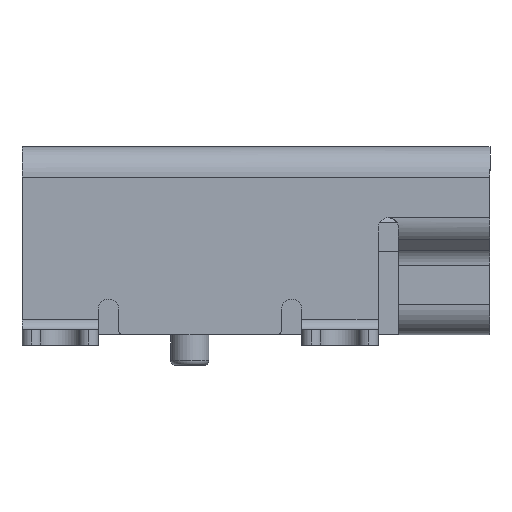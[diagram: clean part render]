
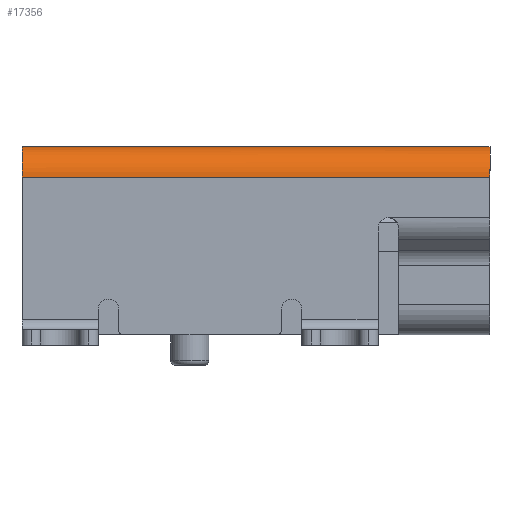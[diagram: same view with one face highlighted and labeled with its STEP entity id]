
A CAD part, left-side view. The second image highlights one B-rep face of the part: STEP entity #17356.
In plain terms, the highlighted cylindrical face has radius 0.6 mm (diameter 1.2 mm), a partial arc.
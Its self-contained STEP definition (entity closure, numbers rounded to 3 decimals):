
#371 = AXIS2_PLACEMENT_3D ( 'NONE', #20157, #19916, #14893 ) ;
#445 = DIRECTION ( 'NONE',  ( 0., -1., 0. ) ) ;
#643 = LINE ( 'NONE', #16971, #11646 ) ;
#877 = DIRECTION ( 'NONE',  ( 0., 1., 0. ) ) ;
#1871 = AXIS2_PLACEMENT_3D ( 'NONE', #7439, #20213, #16230 ) ;
#1899 = DIRECTION ( 'NONE',  ( 1., 0., 0. ) ) ;
#2279 = CYLINDRICAL_SURFACE ( 'NONE', #1871, 0.6 ) ;
#3032 = DIRECTION ( 'NONE',  ( 0., 1., 0. ) ) ;
#3041 = CARTESIAN_POINT ( 'NONE',  ( -3.15, 4.3, 1.85 ) ) ;
#3166 = CARTESIAN_POINT ( 'NONE',  ( -3.172, 4.578, 1.85 ) ) ;
#4209 = ORIENTED_EDGE ( 'NONE', *, *, #12234, .T. ) ;
#4259 = ORIENTED_EDGE ( 'NONE', *, *, #14536, .T. ) ;
#4505 = EDGE_CURVE ( 'NONE', #11598, #19192, #8427, .T. ) ;
#4541 = CARTESIAN_POINT ( 'NONE',  ( -3.192, 4.593, 1.849 ) ) ;
#4886 = CARTESIAN_POINT ( 'NONE',  ( -3.154, 4.55, 1.85 ) ) ;
#5676 = FACE_OUTER_BOUND ( 'NONE', #17863, .T. ) ;
#6240 = VERTEX_POINT ( 'NONE', #13025 ) ;
#6563 = CARTESIAN_POINT ( 'NONE',  ( -3.178, 4.584, 1.849 ) ) ;
#6677 = CARTESIAN_POINT ( 'NONE',  ( -3.214, 4.599, 1.847 ) ) ;
#6755 = EDGE_CURVE ( 'NONE', #10014, #20870, #19413, .T. ) ;
#7439 = CARTESIAN_POINT ( 'NONE',  ( -3.15, -4.6, 1.25 ) ) ;
#7465 = CARTESIAN_POINT ( 'NONE',  ( -3.15, 4.375, 1.85 ) ) ;
#8427 = CIRCLE ( 'NONE', #11061, 0.6 ) ;
#8677 = B_SPLINE_CURVE_WITH_KNOTS ( 'NONE', 3,
 ( #22840, #11831, #15466, #4886, #15224, #12052, #19184, #3166, #6563, #11596, #4541, #18842, #16966, #6677, #22370, #10317 ),
 .UNSPECIFIED., .F., .F.,
 ( 4, 3, 3, 3, 3, 4 ),
 ( 0., 0., 0., 0., 0., 0. ),
 .UNSPECIFIED. ) ;
#8689 = CIRCLE ( 'NONE', #371, 0.6 ) ;
#10014 = VERTEX_POINT ( 'NONE', #7465 ) ;
#10179 = CARTESIAN_POINT ( 'NONE',  ( -3.15, -4.6, 1.85 ) ) ;
#10317 = CARTESIAN_POINT ( 'NONE',  ( -3.225, 4.6, 1.845 ) ) ;
#10547 = DIRECTION ( 'NONE',  ( 0., 1., 0. ) ) ;
#11061 = AXIS2_PLACEMENT_3D ( 'NONE', #16679, #445, #1899 ) ;
#11429 = ORIENTED_EDGE ( 'NONE', *, *, #4505, .T. ) ;
#11596 = CARTESIAN_POINT ( 'NONE',  ( -3.185, 4.589, 1.849 ) ) ;
#11598 = VERTEX_POINT ( 'NONE', #13553 ) ;
#11646 = VECTOR ( 'NONE', #877, 1000. ) ;
#11663 = VECTOR ( 'NONE', #3032, 1000. ) ;
#11677 = ORIENTED_EDGE ( 'NONE', *, *, #15563, .F. ) ;
#11831 = CARTESIAN_POINT ( 'NONE',  ( -3.15, 4.533, 1.85 ) ) ;
#12052 = CARTESIAN_POINT ( 'NONE',  ( -3.161, 4.565, 1.85 ) ) ;
#12059 = ORIENTED_EDGE ( 'NONE', *, *, #6755, .T. ) ;
#12234 = EDGE_CURVE ( 'NONE', #6240, #10014, #19175, .T. ) ;
#13025 = CARTESIAN_POINT ( 'NONE',  ( -3.15, -4.6, 1.85 ) ) ;
#13553 = CARTESIAN_POINT ( 'NONE',  ( -3.225, 4.6, 1.845 ) ) ;
#14467 = VECTOR ( 'NONE', #10547, 1000. ) ;
#14536 = EDGE_CURVE ( 'NONE', #20870, #11598, #8677, .T. ) ;
#14893 = DIRECTION ( 'NONE',  ( 1., 0., 0. ) ) ;
#15224 = CARTESIAN_POINT ( 'NONE',  ( -3.157, 4.558, 1.85 ) ) ;
#15466 = CARTESIAN_POINT ( 'NONE',  ( -3.151, 4.542, 1.85 ) ) ;
#15563 = EDGE_CURVE ( 'NONE', #20371, #19192, #643, .T. ) ;
#16230 = DIRECTION ( 'NONE',  ( -1., 0., 0. ) ) ;
#16441 = CARTESIAN_POINT ( 'NONE',  ( -3.15, 4.525, 1.85 ) ) ;
#16679 = CARTESIAN_POINT ( 'NONE',  ( -3.15, 4.6, 1.25 ) ) ;
#16966 = CARTESIAN_POINT ( 'NONE',  ( -3.208, 4.598, 1.847 ) ) ;
#16971 = CARTESIAN_POINT ( 'NONE',  ( -3.75, -4.6, 1.25 ) ) ;
#17072 = ORIENTED_EDGE ( 'NONE', *, *, #21108, .F. ) ;
#17356 = ADVANCED_FACE ( 'NONE', ( #5676 ), #2279, .T. ) ;
#17863 = EDGE_LOOP ( 'NONE', ( #12059, #4259, #11429, #11677, #17072, #4209 ) ) ;
#18842 = CARTESIAN_POINT ( 'NONE',  ( -3.2, 4.596, 1.848 ) ) ;
#19175 = LINE ( 'NONE', #10179, #11663 ) ;
#19184 = CARTESIAN_POINT ( 'NONE',  ( -3.166, 4.572, 1.85 ) ) ;
#19192 = VERTEX_POINT ( 'NONE', #23277 ) ;
#19413 = LINE ( 'NONE', #3041, #14467 ) ;
#19916 = DIRECTION ( 'NONE',  ( 0., -1., 0. ) ) ;
#20151 = CARTESIAN_POINT ( 'NONE',  ( -3.75, -4.6, 1.25 ) ) ;
#20157 = CARTESIAN_POINT ( 'NONE',  ( -3.15, -4.6, 1.25 ) ) ;
#20213 = DIRECTION ( 'NONE',  ( 0., 1., 0. ) ) ;
#20371 = VERTEX_POINT ( 'NONE', #20151 ) ;
#20870 = VERTEX_POINT ( 'NONE', #16441 ) ;
#21108 = EDGE_CURVE ( 'NONE', #6240, #20371, #8689, .T. ) ;
#22370 = CARTESIAN_POINT ( 'NONE',  ( -3.219, 4.6, 1.846 ) ) ;
#22840 = CARTESIAN_POINT ( 'NONE',  ( -3.15, 4.525, 1.85 ) ) ;
#23277 = CARTESIAN_POINT ( 'NONE',  ( -3.75, 4.6, 1.25 ) ) ;
